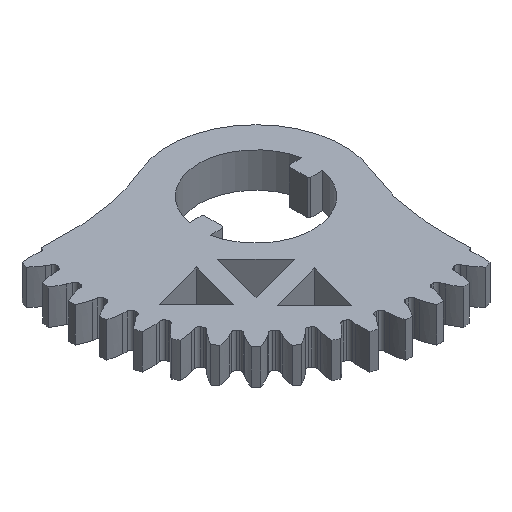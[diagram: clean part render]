
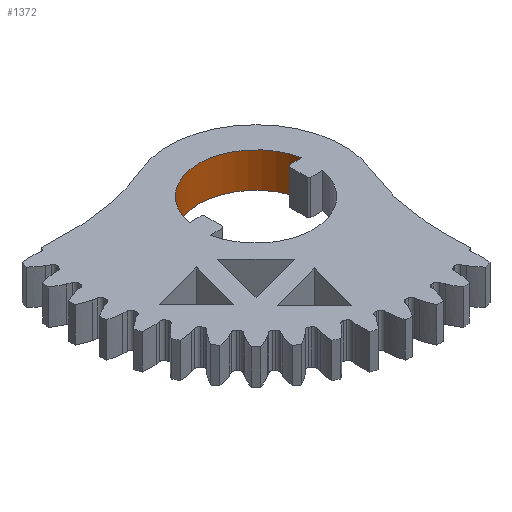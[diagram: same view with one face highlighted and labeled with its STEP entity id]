
A CAD part, isometric view. The second image highlights one B-rep face of the part: STEP entity #1372.
In plain terms, the highlighted cylindrical face has radius 16.3 mm (diameter 32.6 mm), a partial arc.
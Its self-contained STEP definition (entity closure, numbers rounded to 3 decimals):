
#22 = VERTEX_POINT('',#23);
#23 = CARTESIAN_POINT('',(16.012,3.05,1.));
#105 = VERTEX_POINT('',#106);
#106 = CARTESIAN_POINT('',(-16.012,3.05,1.));
#112 = EDGE_CURVE('',#22,#105,#113,.T.);
#113 = CIRCLE('',#114,16.3);
#114 = AXIS2_PLACEMENT_3D('',#115,#116,#117);
#115 = CARTESIAN_POINT('',(0.,0.,1.));
#116 = DIRECTION('',(0.,0.,1.));
#117 = DIRECTION('',(1.,0.,0.));
#1322 = VERTEX_POINT('',#1323);
#1323 = CARTESIAN_POINT('',(16.012,3.05,11.));
#1331 = EDGE_CURVE('',#1322,#22,#1332,.T.);
#1332 = LINE('',#1333,#1334);
#1333 = CARTESIAN_POINT('',(16.012,3.05,11.));
#1334 = VECTOR('',#1335,1.);
#1335 = DIRECTION('',(-0.,-0.,-1.));
#1372 = ADVANCED_FACE('',(#1373),#1392,.F.);
#1373 = FACE_BOUND('',#1374,.F.);
#1374 = EDGE_LOOP('',(#1375,#1376,#1377,#1385));
#1375 = ORIENTED_EDGE('',*,*,#1331,.T.);
#1376 = ORIENTED_EDGE('',*,*,#112,.T.);
#1377 = ORIENTED_EDGE('',*,*,#1378,.F.);
#1378 = EDGE_CURVE('',#1379,#105,#1381,.T.);
#1379 = VERTEX_POINT('',#1380);
#1380 = CARTESIAN_POINT('',(-16.012,3.05,11.));
#1381 = LINE('',#1382,#1383);
#1382 = CARTESIAN_POINT('',(-16.012,3.05,11.));
#1383 = VECTOR('',#1384,1.);
#1384 = DIRECTION('',(-0.,-0.,-1.));
#1385 = ORIENTED_EDGE('',*,*,#1386,.F.);
#1386 = EDGE_CURVE('',#1322,#1379,#1387,.T.);
#1387 = CIRCLE('',#1388,16.3);
#1388 = AXIS2_PLACEMENT_3D('',#1389,#1390,#1391);
#1389 = CARTESIAN_POINT('',(0.,0.,11.));
#1390 = DIRECTION('',(0.,0.,1.));
#1391 = DIRECTION('',(1.,0.,0.));
#1392 = CYLINDRICAL_SURFACE('',#1393,16.3);
#1393 = AXIS2_PLACEMENT_3D('',#1394,#1395,#1396);
#1394 = CARTESIAN_POINT('',(0.,0.,11.));
#1395 = DIRECTION('',(0.,0.,1.));
#1396 = DIRECTION('',(1.,0.,0.));
